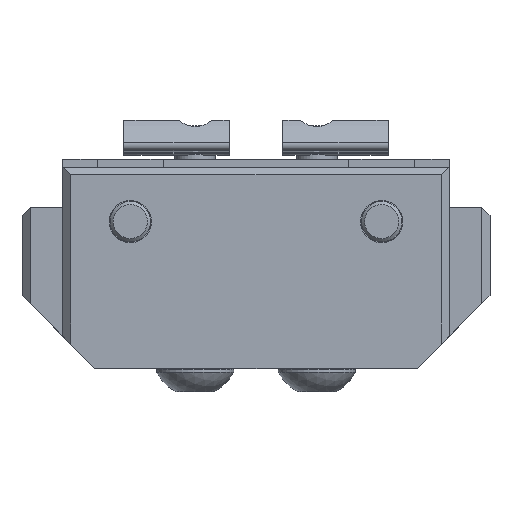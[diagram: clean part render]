
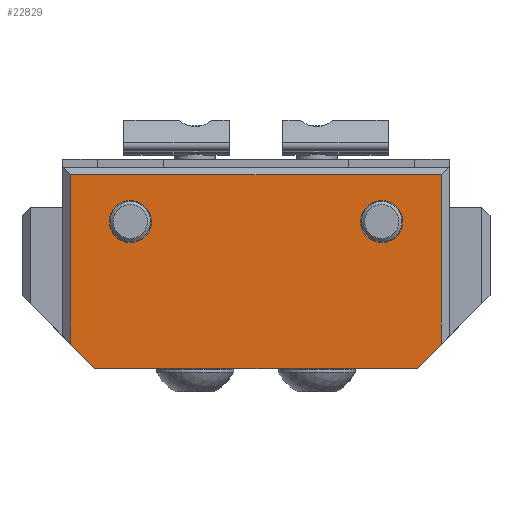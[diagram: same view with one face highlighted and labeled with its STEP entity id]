
A CAD part, top view. The second image highlights one B-rep face of the part: STEP entity #22829.
In plain terms, the highlighted planar face has unit normal (0, 0, 1).
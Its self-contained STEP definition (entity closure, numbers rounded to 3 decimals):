
#163=FACE_BOUND('',#5137,.T.);
#164=FACE_BOUND('',#5138,.T.);
#2077=CIRCLE('',#25835,2.6);
#2078=CIRCLE('',#25836,2.6);
#3694=FACE_OUTER_BOUND('',#5136,.T.);
#5136=EDGE_LOOP('',(#20242,#20243,#20244,#20245,#20246,#20247));
#5137=EDGE_LOOP('',(#20248));
#5138=EDGE_LOOP('',(#20249));
#6786=LINE('',#40297,#8583);
#6791=LINE('',#40305,#8588);
#6806=LINE('',#40355,#8603);
#6827=LINE('',#40402,#8624);
#6828=LINE('',#40403,#8625);
#6829=LINE('',#40404,#8626);
#8583=VECTOR('',#32880,4.243);
#8588=VECTOR('',#32887,39.7);
#8603=VECTOR('',#32924,4.243);
#8624=VECTOR('',#32969,45.7);
#8625=VECTOR('',#32970,20.9);
#8626=VECTOR('',#32971,20.9);
#10654=VERTEX_POINT('',#40294);
#10655=VERTEX_POINT('',#40296);
#10657=VERTEX_POINT('',#40303);
#10681=VERTEX_POINT('',#40353);
#10694=VERTEX_POINT('',#40400);
#10695=VERTEX_POINT('',#40401);
#10696=VERTEX_POINT('',#40405);
#10697=VERTEX_POINT('',#40407);
#13854=EDGE_CURVE('',#10654,#10655,#6786,.T.);
#13859=EDGE_CURVE('',#10657,#10654,#6791,.T.);
#13884=EDGE_CURVE('',#10657,#10681,#6806,.T.);
#13907=EDGE_CURVE('',#10694,#10695,#6827,.T.);
#13908=EDGE_CURVE('',#10655,#10695,#6828,.T.);
#13909=EDGE_CURVE('',#10681,#10694,#6829,.T.);
#13910=EDGE_CURVE('',#10696,#10696,#2077,.T.);
#13911=EDGE_CURVE('',#10697,#10697,#2078,.T.);
#20242=ORIENTED_EDGE('',*,*,#13907,.T.);
#20243=ORIENTED_EDGE('',*,*,#13908,.F.);
#20244=ORIENTED_EDGE('',*,*,#13854,.F.);
#20245=ORIENTED_EDGE('',*,*,#13859,.F.);
#20246=ORIENTED_EDGE('',*,*,#13884,.T.);
#20247=ORIENTED_EDGE('',*,*,#13909,.T.);
#20248=ORIENTED_EDGE('',*,*,#13910,.T.);
#20249=ORIENTED_EDGE('',*,*,#13911,.T.);
#21464=PLANE('',#25834);
#22829=ADVANCED_FACE('',(#3694,#163,#164),#21464,.F.);
#25834=AXIS2_PLACEMENT_3D('',#40399,#32967,#32968);
#25835=AXIS2_PLACEMENT_3D('',#40406,#32972,#32973);
#25836=AXIS2_PLACEMENT_3D('',#40408,#32974,#32975);
#32880=DIRECTION('',(-0.707,0.707,0.));
#32887=DIRECTION('',(-1.,0.,0.));
#32924=DIRECTION('',(0.707,0.707,0.));
#32967=DIRECTION('center_axis',(0.,0.,-1.));
#32968=DIRECTION('ref_axis',(0.,-1.,0.));
#32969=DIRECTION('',(-1.,0.,0.));
#32970=DIRECTION('',(0.,1.,0.));
#32971=DIRECTION('',(0.,1.,0.));
#32972=DIRECTION('center_axis',(0.,0.,-1.));
#32973=DIRECTION('ref_axis',(-1.,0.,0.));
#32974=DIRECTION('center_axis',(0.,0.,-1.));
#32975=DIRECTION('ref_axis',(1.,0.,0.));
#40294=CARTESIAN_POINT('',(194.348,-44.9,55.));
#40296=CARTESIAN_POINT('',(191.348,-41.9,55.));
#40297=CARTESIAN_POINT('',(194.348,-44.9,55.));
#40303=CARTESIAN_POINT('',(234.048,-44.9,55.));
#40305=CARTESIAN_POINT('',(234.048,-44.9,55.));
#40353=CARTESIAN_POINT('',(237.048,-41.9,55.));
#40355=CARTESIAN_POINT('',(234.048,-44.9,55.));
#40399=CARTESIAN_POINT('Origin',(198.698,-26.8,55.));
#40400=CARTESIAN_POINT('',(237.048,-21.,55.));
#40401=CARTESIAN_POINT('',(191.348,-21.,55.));
#40402=CARTESIAN_POINT('',(237.048,-21.,55.));
#40403=CARTESIAN_POINT('',(191.348,-41.9,55.));
#40404=CARTESIAN_POINT('',(237.048,-41.9,55.));
#40405=CARTESIAN_POINT('',(198.698,-24.2,55.));
#40406=CARTESIAN_POINT('Origin',(198.698,-26.8,55.));
#40407=CARTESIAN_POINT('',(229.698,-24.2,55.));
#40408=CARTESIAN_POINT('Origin',(229.698,-26.8,55.));
